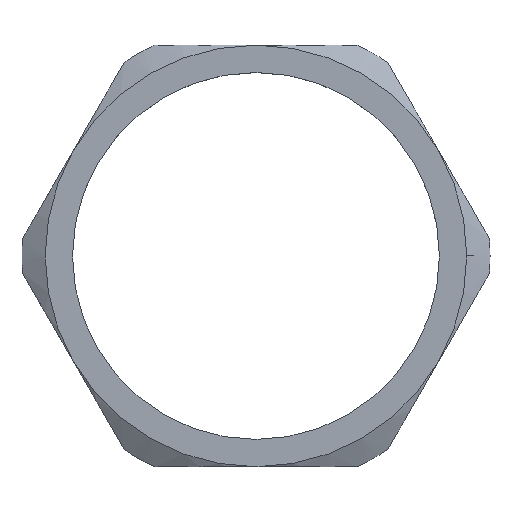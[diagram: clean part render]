
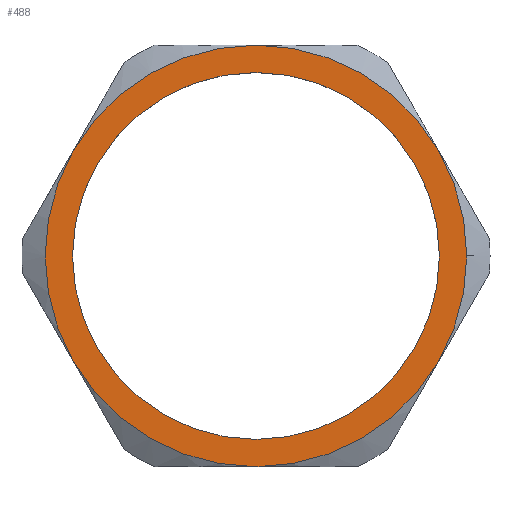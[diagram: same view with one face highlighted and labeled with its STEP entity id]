
A CAD part, top view. The second image highlights one B-rep face of the part: STEP entity #488.
In plain terms, the highlighted planar face has unit normal (0, 0, 1).
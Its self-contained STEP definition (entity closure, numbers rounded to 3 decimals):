
#48 = AXIS2_PLACEMENT_3D ( 'NONE', #161, #165, #166 ) ;
#52 = AXIS2_PLACEMENT_3D ( 'NONE', #176, #180, #181 ) ;
#54 = FACE_BOUND ( 'NONE', #771, .T. ) ;
#66 = FACE_OUTER_BOUND ( 'NONE', #752, .T. ) ;
#68 = AXIS2_PLACEMENT_3D ( 'NONE', #204, #205, #206 ) ;
#77 = AXIS2_PLACEMENT_3D ( 'NONE', #253, #254, #255 ) ;
#79 = AXIS2_PLACEMENT_3D ( 'NONE', #250, #251, #252 ) ;
#81 = AXIS2_PLACEMENT_3D ( 'NONE', #244, #248, #249 ) ;
#83 = AXIS2_PLACEMENT_3D ( 'NONE', #256, #257, #258 ) ;
#85 = AXIS2_PLACEMENT_3D ( 'NONE', #259, #260, #261 ) ;
#86 = AXIS2_PLACEMENT_3D ( 'NONE', #262, #263, #264 ) ;
#87 = AXIS2_PLACEMENT_3D ( 'NONE', #265, #266, #267 ) ;
#161 = CARTESIAN_POINT ( 'NONE',  ( 0., 0., 3. ) ) ;
#165 = DIRECTION ( 'NONE',  ( 0., 0., 1. ) ) ;
#166 = DIRECTION ( 'NONE',  ( 1., 0., 0. ) ) ;
#176 = CARTESIAN_POINT ( 'NONE',  ( 0., 0., 3. ) ) ;
#180 = DIRECTION ( 'NONE',  ( 0., 0., 1. ) ) ;
#181 = DIRECTION ( 'NONE',  ( 1., 0., 0. ) ) ;
#203 = PLANE ( 'NONE',  #68 ) ;
#204 = CARTESIAN_POINT ( 'NONE',  ( 0., 0., 3. ) ) ;
#205 = DIRECTION ( 'NONE',  ( 0., 0., 1. ) ) ;
#206 = DIRECTION ( 'NONE',  ( 1., 0., 0. ) ) ;
#244 = CARTESIAN_POINT ( 'NONE',  ( 0., 0., 3. ) ) ;
#248 = DIRECTION ( 'NONE',  ( 0., 0., 1. ) ) ;
#249 = DIRECTION ( 'NONE',  ( 1., 0., 0. ) ) ;
#250 = CARTESIAN_POINT ( 'NONE',  ( 0., 0., 3. ) ) ;
#251 = DIRECTION ( 'NONE',  ( 0., 0., 1. ) ) ;
#252 = DIRECTION ( 'NONE',  ( 1., 0., 0. ) ) ;
#253 = CARTESIAN_POINT ( 'NONE',  ( 0., 0., 3. ) ) ;
#254 = DIRECTION ( 'NONE',  ( 0., 0., 1. ) ) ;
#255 = DIRECTION ( 'NONE',  ( 1., 0., 0. ) ) ;
#256 = CARTESIAN_POINT ( 'NONE',  ( 0., 0., 3. ) ) ;
#257 = DIRECTION ( 'NONE',  ( 0., 0., 1. ) ) ;
#258 = DIRECTION ( 'NONE',  ( 1., 0., 0. ) ) ;
#259 = CARTESIAN_POINT ( 'NONE',  ( 0., 0., 3. ) ) ;
#260 = DIRECTION ( 'NONE',  ( 0., 0., 1. ) ) ;
#261 = DIRECTION ( 'NONE',  ( 1., 0., 0. ) ) ;
#262 = CARTESIAN_POINT ( 'NONE',  ( 0., 0., 3. ) ) ;
#263 = DIRECTION ( 'NONE',  ( 0., 0., 1. ) ) ;
#264 = DIRECTION ( 'NONE',  ( 1., 0., 0. ) ) ;
#265 = CARTESIAN_POINT ( 'NONE',  ( 0., 0., 3. ) ) ;
#266 = DIRECTION ( 'NONE',  ( 0., 0., 1. ) ) ;
#267 = DIRECTION ( 'NONE',  ( 1., 0., 0. ) ) ;
#368 = CARTESIAN_POINT ( 'NONE',  ( 11.691, -6.75, 3. ) ) ;
#371 = CARTESIAN_POINT ( 'NONE',  ( 0., -13.5, 3. ) ) ;
#382 = CARTESIAN_POINT ( 'NONE',  ( 0., 13.5, 3. ) ) ;
#393 = CARTESIAN_POINT ( 'NONE',  ( -11.691, -6.75, 3. ) ) ;
#395 = CARTESIAN_POINT ( 'NONE',  ( 13.5, 0., 3. ) ) ;
#397 = CARTESIAN_POINT ( 'NONE',  ( 11.75, 0., 3. ) ) ;
#398 = CARTESIAN_POINT ( 'NONE',  ( 11.691, 6.75, 3. ) ) ;
#399 = CARTESIAN_POINT ( 'NONE',  ( -11.75, 0., 3. ) ) ;
#402 = CARTESIAN_POINT ( 'NONE',  ( -11.691, 6.75, 3. ) ) ;
#476 = EDGE_CURVE ( 'NONE', #806, #809, #529, .T. ) ;
#480 = EDGE_CURVE ( 'NONE', #810, #808, #527, .T. ) ;
#488 = ADVANCED_FACE ( 'NONE', ( #54, #66 ), #203, .T. ) ;
#516 = CIRCLE ( 'NONE', #87, 13.5 ) ;
#517 = CIRCLE ( 'NONE', #86, 13.5 ) ;
#518 = CIRCLE ( 'NONE', #85, 13.5 ) ;
#519 = CIRCLE ( 'NONE', #83, 13.5 ) ;
#520 = CIRCLE ( 'NONE', #77, 13.5 ) ;
#521 = CIRCLE ( 'NONE', #81, 11.75 ) ;
#523 = CIRCLE ( 'NONE', #79, 13.5 ) ;
#527 = CIRCLE ( 'NONE', #52, 11.75 ) ;
#529 = CIRCLE ( 'NONE', #48, 13.5 ) ;
#548 = EDGE_CURVE ( 'NONE', #808, #810, #521, .T. ) ;
#549 = EDGE_CURVE ( 'NONE', #775, #806, #523, .T. ) ;
#550 = EDGE_CURVE ( 'NONE', #809, #793, #520, .T. ) ;
#551 = EDGE_CURVE ( 'NONE', #793, #813, #519, .T. ) ;
#552 = EDGE_CURVE ( 'NONE', #813, #804, #518, .T. ) ;
#553 = EDGE_CURVE ( 'NONE', #804, #778, #517, .T. ) ;
#554 = EDGE_CURVE ( 'NONE', #778, #775, #516, .T. ) ;
#640 = ORIENTED_EDGE ( 'NONE', *, *, #480, .F. ) ;
#641 = ORIENTED_EDGE ( 'NONE', *, *, #550, .T. ) ;
#642 = ORIENTED_EDGE ( 'NONE', *, *, #548, .F. ) ;
#643 = ORIENTED_EDGE ( 'NONE', *, *, #549, .T. ) ;
#644 = ORIENTED_EDGE ( 'NONE', *, *, #476, .T. ) ;
#645 = ORIENTED_EDGE ( 'NONE', *, *, #552, .T. ) ;
#646 = ORIENTED_EDGE ( 'NONE', *, *, #551, .T. ) ;
#647 = ORIENTED_EDGE ( 'NONE', *, *, #553, .T. ) ;
#648 = ORIENTED_EDGE ( 'NONE', *, *, #554, .T. ) ;
#752 = EDGE_LOOP ( 'NONE', ( #643, #644, #641, #646, #645, #647, #648 ) ) ;
#771 = EDGE_LOOP ( 'NONE', ( #640, #642 ) ) ;
#775 = VERTEX_POINT ( 'NONE', #368 ) ;
#778 = VERTEX_POINT ( 'NONE', #371 ) ;
#793 = VERTEX_POINT ( 'NONE', #382 ) ;
#804 = VERTEX_POINT ( 'NONE', #393 ) ;
#806 = VERTEX_POINT ( 'NONE', #395 ) ;
#808 = VERTEX_POINT ( 'NONE', #397 ) ;
#809 = VERTEX_POINT ( 'NONE', #398 ) ;
#810 = VERTEX_POINT ( 'NONE', #399 ) ;
#813 = VERTEX_POINT ( 'NONE', #402 ) ;
